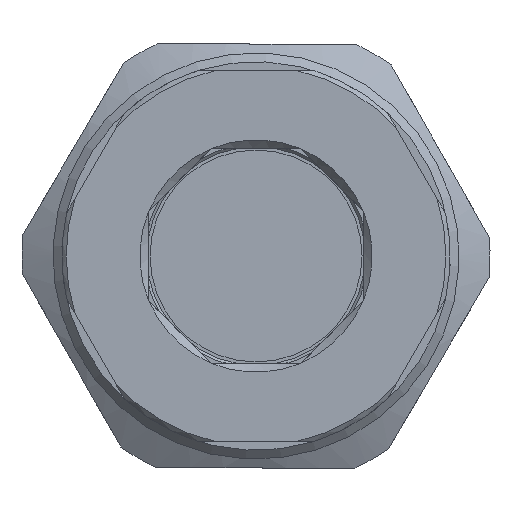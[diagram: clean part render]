
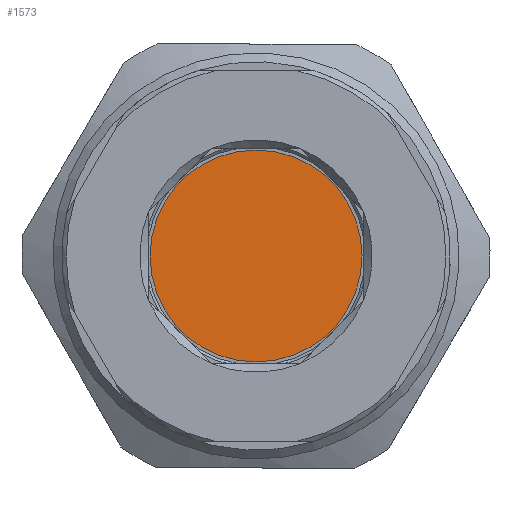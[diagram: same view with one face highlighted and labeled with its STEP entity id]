
A CAD part, left-side view. The second image highlights one B-rep face of the part: STEP entity #1573.
In plain terms, the highlighted planar face has unit normal (-1, 0, 0).
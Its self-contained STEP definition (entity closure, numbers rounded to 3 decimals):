
#196=PLANE('',#1687);
#231=FACE_OUTER_BOUND('',#322,.T.);
#322=EDGE_LOOP('',(#1088,#1089));
#599=CIRCLE('',#1685,6.);
#600=CIRCLE('',#1686,6.);
#695=VERTEX_POINT('',#2337);
#696=VERTEX_POINT('',#2339);
#852=EDGE_CURVE('',#696,#695,#599,.T.);
#853=EDGE_CURVE('',#695,#696,#600,.T.);
#1088=ORIENTED_EDGE('',*,*,#852,.T.);
#1089=ORIENTED_EDGE('',*,*,#853,.T.);
#1573=ADVANCED_FACE('',(#231),#196,.T.);
#1685=AXIS2_PLACEMENT_3D('',#2340,#1877,#1878);
#1686=AXIS2_PLACEMENT_3D('',#2341,#1879,#1880);
#1687=AXIS2_PLACEMENT_3D('',#2342,#1881,#1882);
#1877=DIRECTION('center_axis',(-1.,0.,0.));
#1878=DIRECTION('ref_axis',(0.,-1.,0.));
#1879=DIRECTION('center_axis',(-1.,0.,0.));
#1880=DIRECTION('ref_axis',(0.,-1.,0.));
#1881=DIRECTION('center_axis',(-1.,0.,0.));
#1882=DIRECTION('ref_axis',(0.,-1.,0.));
#2337=CARTESIAN_POINT('',(20.,6.,0.));
#2339=CARTESIAN_POINT('',(20.,-6.,0.));
#2340=CARTESIAN_POINT('Origin',(20.,0.,0.));
#2341=CARTESIAN_POINT('Origin',(20.,0.,0.));
#2342=CARTESIAN_POINT('Origin',(20.,0.,0.));
